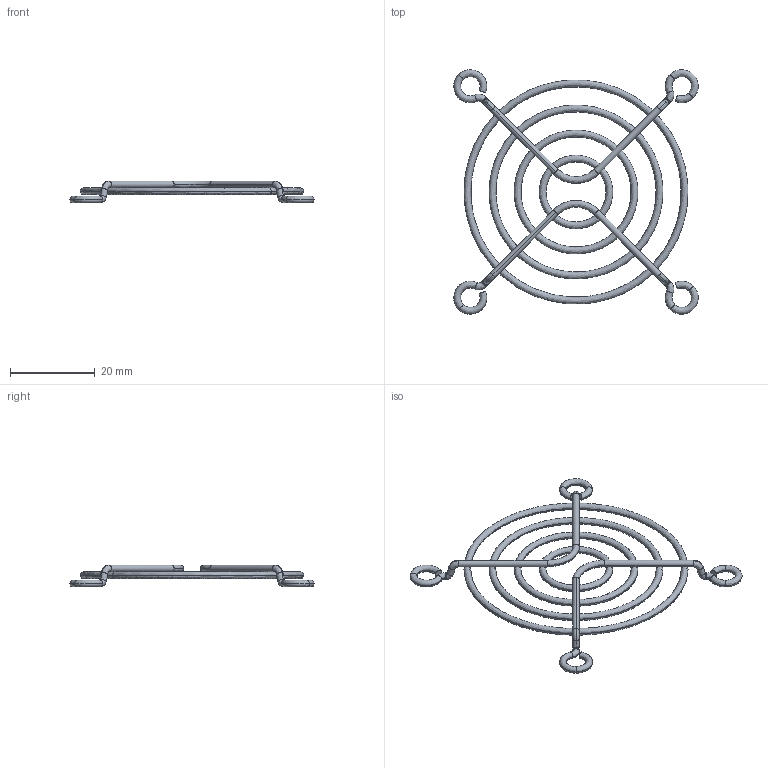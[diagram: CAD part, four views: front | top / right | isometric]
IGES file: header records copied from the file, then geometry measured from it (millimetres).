
Global section: file name: py60-4hb.mc9; native system: MASTERCAM; preprocessor: 1; date: 190322.115201; units: millimetre
Bounding box: 57.8 x 57.82 x 5.2 mm (x, y, z)
Surface area: 3154.9 mm2 (no closed solid volume)
Topology: 0 solids, 0 shells, 92 faces, 514 edges, 514 vertices
Faces by surface type: bspline 92
